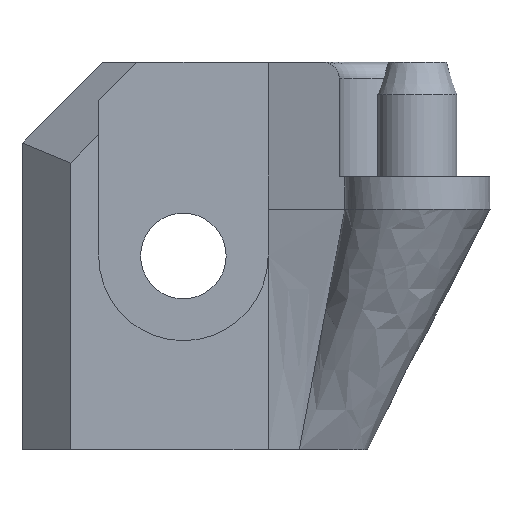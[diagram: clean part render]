
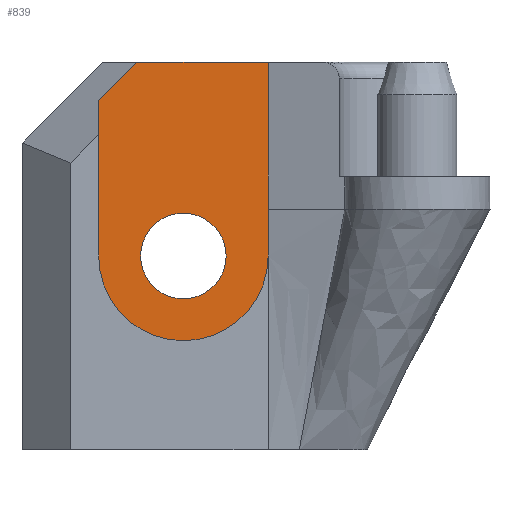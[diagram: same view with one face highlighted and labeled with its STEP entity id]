
A CAD part, left-side view. The second image highlights one B-rep face of the part: STEP entity #839.
In plain terms, the highlighted planar face has unit normal (-1, 0, 0).
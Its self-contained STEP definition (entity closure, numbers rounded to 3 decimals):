
#16=FACE_BOUND('',#150,.T.);
#58=PLANE('',#918);
#99=FACE_OUTER_BOUND('',#149,.T.);
#149=EDGE_LOOP('',(#708,#709,#710,#711,#712));
#150=EDGE_LOOP('',(#713));
#195=LINE('',#1356,#281);
#222=LINE('',#1412,#308);
#230=LINE('',#1427,#316);
#244=LINE('',#1458,#330);
#281=VECTOR('',#1022,10.);
#308=VECTOR('',#1069,10.);
#316=VECTOR('',#1081,10.);
#330=VECTOR('',#1109,10.);
#358=CIRCLE('',#919,5.25);
#359=CIRCLE('',#920,2.65);
#399=VERTEX_POINT('',#1353);
#400=VERTEX_POINT('',#1355);
#419=VERTEX_POINT('',#1410);
#424=VERTEX_POINT('',#1425);
#434=VERTEX_POINT('',#1456);
#435=VERTEX_POINT('',#1459);
#486=EDGE_CURVE('',#399,#400,#195,.T.);
#514=EDGE_CURVE('',#419,#399,#222,.T.);
#522=EDGE_CURVE('',#419,#424,#230,.T.);
#538=EDGE_CURVE('',#424,#434,#358,.T.);
#539=EDGE_CURVE('',#434,#400,#244,.T.);
#540=EDGE_CURVE('',#435,#435,#359,.T.);
#708=ORIENTED_EDGE('',*,*,#514,.F.);
#709=ORIENTED_EDGE('',*,*,#522,.T.);
#710=ORIENTED_EDGE('',*,*,#538,.T.);
#711=ORIENTED_EDGE('',*,*,#539,.T.);
#712=ORIENTED_EDGE('',*,*,#486,.F.);
#713=ORIENTED_EDGE('',*,*,#540,.F.);
#839=ADVANCED_FACE('',(#99,#16),#58,.F.);
#918=AXIS2_PLACEMENT_3D('',#1455,#1105,#1106);
#919=AXIS2_PLACEMENT_3D('',#1457,#1107,#1108);
#920=AXIS2_PLACEMENT_3D('',#1460,#1110,#1111);
#1022=DIRECTION('',(0.,-1.,0.));
#1069=DIRECTION('',(0.,-0.707,0.707));
#1081=DIRECTION('',(0.,0.,-1.));
#1105=DIRECTION('center_axis',(1.,0.,0.));
#1106=DIRECTION('ref_axis',(0.,0.,-1.));
#1107=DIRECTION('center_axis',(-1.,0.,0.));
#1108=DIRECTION('ref_axis',(0.,-1.,0.));
#1109=DIRECTION('',(0.,0.,1.));
#1110=DIRECTION('center_axis',(-1.,0.,0.));
#1111=DIRECTION('ref_axis',(0.,-1.,0.));
#1353=CARTESIAN_POINT('',(3.,17.379,7.));
#1355=CARTESIAN_POINT('',(3.,9.25,7.));
#1356=CARTESIAN_POINT('',(3.,12.25,7.));
#1410=CARTESIAN_POINT('',(3.,19.75,4.629));
#1412=CARTESIAN_POINT('',(3.,19.564,4.814));
#1425=CARTESIAN_POINT('',(3.,19.75,-5.));
#1427=CARTESIAN_POINT('',(3.,19.75,-3.313));
#1455=CARTESIAN_POINT('Origin',(3.,14.5,-1.625));
#1456=CARTESIAN_POINT('',(3.,9.25,-5.));
#1457=CARTESIAN_POINT('Origin',(3.,14.5,-5.));
#1458=CARTESIAN_POINT('',(3.,9.25,2.688));
#1459=CARTESIAN_POINT('',(3.,17.15,-5.));
#1460=CARTESIAN_POINT('Origin',(3.,14.5,-5.));
